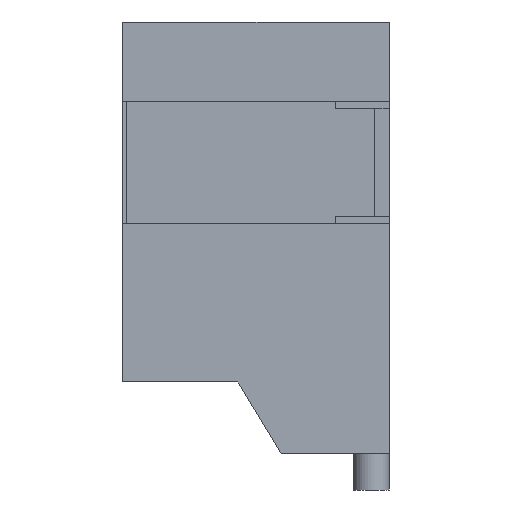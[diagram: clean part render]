
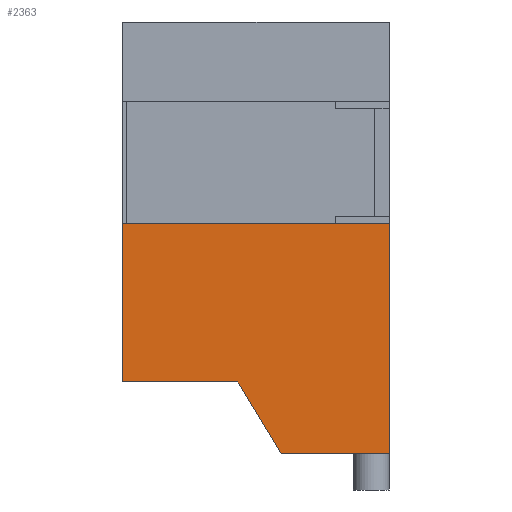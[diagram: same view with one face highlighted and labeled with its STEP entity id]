
A CAD part, left-side view. The second image highlights one B-rep face of the part: STEP entity #2363.
In plain terms, the highlighted planar face has unit normal (-1, 0, 0).
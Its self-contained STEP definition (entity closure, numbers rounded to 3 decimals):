
#701 = CARTESIAN_POINT ( 'NONE',  ( -10.5, 3.7, 1. ) ) ;
#702 = DIRECTION ( 'NONE',  ( 0., 1., 0. ) ) ;
#715 = VECTOR ( 'NONE', #702, 1000. ) ;
#716 = CARTESIAN_POINT ( 'NONE',  ( -10.5, 3.7, 1. ) ) ;
#718 = LINE ( 'NONE', #716, #715 ) ;
#719 = CARTESIAN_POINT ( 'NONE',  ( -10.5, 2.1, 1. ) ) ;
#2258 = VERTEX_POINT ( 'NONE', #4196 ) ;
#2302 = EDGE_CURVE ( 'NONE', #2309, #2303, #4347, .T. ) ;
#2303 = VERTEX_POINT ( 'NONE', #4343 ) ;
#2304 = EDGE_CURVE ( 'NONE', #7043, #2258, #4341, .T. ) ;
#2309 = VERTEX_POINT ( 'NONE', #4372 ) ;
#2361 = ORIENTED_EDGE ( 'NONE', *, *, #2302, .F. ) ;
#2363 = ADVANCED_FACE ( 'NONE', ( #4481 ), #4463, .T. ) ;
#2364 = EDGE_LOOP ( 'NONE', ( #2361, #2480, #2482, #2483, #2484, #2487 ) ) ;
#2480 = ORIENTED_EDGE ( 'NONE', *, *, #2481, .T. ) ;
#2481 = EDGE_CURVE ( 'NONE', #2309, #2258, #4816, .T. ) ;
#2482 = ORIENTED_EDGE ( 'NONE', *, *, #2304, .F. ) ;
#2483 = ORIENTED_EDGE ( 'NONE', *, *, #7039, .F. ) ;
#2484 = ORIENTED_EDGE ( 'NONE', *, *, #2485, .F. ) ;
#2485 = EDGE_CURVE ( 'NONE', #2486, #7038, #4812, .T. ) ;
#2486 = VERTEX_POINT ( 'NONE', #4808 ) ;
#2487 = ORIENTED_EDGE ( 'NONE', *, *, #2488, .F. ) ;
#2488 = EDGE_CURVE ( 'NONE', #2303, #2486, #4806, .T. ) ;
#4196 = CARTESIAN_POINT ( 'NONE',  ( -10.5, 3.7, 3.2 ) ) ;
#4338 = DIRECTION ( 'NONE',  ( 0., 0., 1. ) ) ;
#4339 = VECTOR ( 'NONE', #4338, 1000. ) ;
#4340 = CARTESIAN_POINT ( 'NONE',  ( -10.5, 3.7, 6. ) ) ;
#4341 = LINE ( 'NONE', #4340, #4339 ) ;
#4343 = CARTESIAN_POINT ( 'NONE',  ( -10.5, 0., 0. ) ) ;
#4344 = DIRECTION ( 'NONE',  ( 0., 0., -1. ) ) ;
#4345 = VECTOR ( 'NONE', #4344, 1000. ) ;
#4346 = CARTESIAN_POINT ( 'NONE',  ( -10.5, 0., 0. ) ) ;
#4347 = LINE ( 'NONE', #4346, #4345 ) ;
#4372 = CARTESIAN_POINT ( 'NONE',  ( -10.5, 0., 3.2 ) ) ;
#4459 = DIRECTION ( 'NONE',  ( 0., 0., 1. ) ) ;
#4460 = DIRECTION ( 'NONE',  ( -1., 0., 0. ) ) ;
#4461 = CARTESIAN_POINT ( 'NONE',  ( -10.5, 3.7, 6. ) ) ;
#4462 = AXIS2_PLACEMENT_3D ( 'NONE', #4461, #4460, #4459 ) ;
#4463 = PLANE ( 'NONE',  #4462 ) ;
#4481 = FACE_OUTER_BOUND ( 'NONE', #2364, .T. ) ;
#4803 = DIRECTION ( 'NONE',  ( 0., 1., 0. ) ) ;
#4804 = VECTOR ( 'NONE', #4803, 1000. ) ;
#4805 = CARTESIAN_POINT ( 'NONE',  ( -10.5, 1.5, 0. ) ) ;
#4806 = LINE ( 'NONE', #4805, #4804 ) ;
#4808 = CARTESIAN_POINT ( 'NONE',  ( -10.5, 1.5, 0. ) ) ;
#4809 = DIRECTION ( 'NONE',  ( 0., 0.514, 0.857 ) ) ;
#4810 = VECTOR ( 'NONE', #4809, 1000. ) ;
#4811 = CARTESIAN_POINT ( 'NONE',  ( -10.5, 2.1, 1. ) ) ;
#4812 = LINE ( 'NONE', #4811, #4810 ) ;
#4813 = DIRECTION ( 'NONE',  ( 0., 1., 0. ) ) ;
#4814 = VECTOR ( 'NONE', #4813, 1000. ) ;
#4815 = CARTESIAN_POINT ( 'NONE',  ( -10.5, 0., 3.2 ) ) ;
#4816 = LINE ( 'NONE', #4815, #4814 ) ;
#7038 = VERTEX_POINT ( 'NONE', #719 ) ;
#7039 = EDGE_CURVE ( 'NONE', #7038, #7043, #718, .T. ) ;
#7043 = VERTEX_POINT ( 'NONE', #701 ) ;
